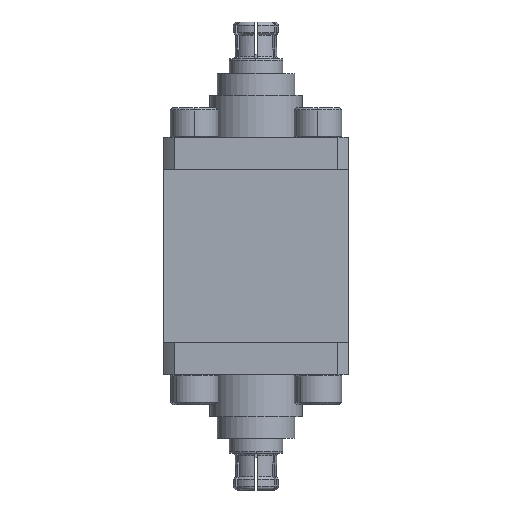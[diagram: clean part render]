
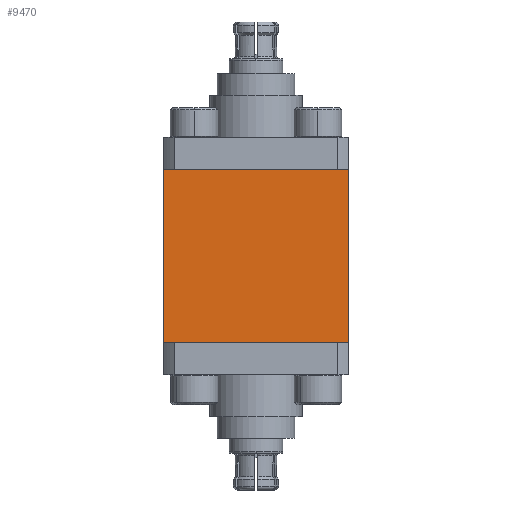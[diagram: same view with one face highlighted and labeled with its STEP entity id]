
A CAD part, left-side view. The second image highlights one B-rep face of the part: STEP entity #9470.
In plain terms, the highlighted planar face has unit normal (-1, 0, 0).
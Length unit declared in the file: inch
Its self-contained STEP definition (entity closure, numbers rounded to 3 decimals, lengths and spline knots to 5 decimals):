
#900 = ORIENTED_EDGE ( 'NONE', *, *, #8640, .T. ) ;
#974 = CARTESIAN_POINT ( 'NONE',  ( 0., 0., -0.35 ) ) ;
#1070 = VECTOR ( 'NONE', #2593, 39.37008 ) ;
#1131 = DIRECTION ( 'NONE',  ( 0., 0., 1. ) ) ;
#1153 = LINE ( 'NONE', #6710, #2421 ) ;
#1552 = AXIS2_PLACEMENT_3D ( 'NONE', #974, #5829, #1131 ) ;
#1949 = LINE ( 'NONE', #6474, #5357 ) ;
#2362 = LINE ( 'NONE', #5480, #9147 ) ;
#2421 = VECTOR ( 'NONE', #2689, 39.37008 ) ;
#2593 = DIRECTION ( 'NONE',  ( 0., 0., 1. ) ) ;
#2689 = DIRECTION ( 'NONE',  ( 0., -1., 0. ) ) ;
#2724 = FACE_OUTER_BOUND ( 'NONE', #4437, .T. ) ;
#2729 = ORIENTED_EDGE ( 'NONE', *, *, #8193, .F. ) ;
#2930 = EDGE_CURVE ( 'NONE', #6829, #6149, #2362, .T. ) ;
#3381 = PLANE ( 'NONE',  #1552 ) ;
#3883 = CARTESIAN_POINT ( 'NONE',  ( 0., 0., -0.35 ) ) ;
#4437 = EDGE_LOOP ( 'NONE', ( #6238, #2729, #900, #9384 ) ) ;
#4638 = LINE ( 'NONE', #3883, #1070 ) ;
#5095 = CARTESIAN_POINT ( 'NONE',  ( 0., 0., 0. ) ) ;
#5357 = VECTOR ( 'NONE', #7358, 39.37008 ) ;
#5480 = CARTESIAN_POINT ( 'NONE',  ( 0., 0., 0. ) ) ;
#5829 = DIRECTION ( 'NONE',  ( -1., 0., 0. ) ) ;
#6149 = VERTEX_POINT ( 'NONE', #5095 ) ;
#6238 = ORIENTED_EDGE ( 'NONE', *, *, #2930, .F. ) ;
#6405 = VERTEX_POINT ( 'NONE', #8617 ) ;
#6440 = EDGE_CURVE ( 'NONE', #8933, #6149, #4638, .T. ) ;
#6474 = CARTESIAN_POINT ( 'NONE',  ( 0., 0.375, -0.35 ) ) ;
#6710 = CARTESIAN_POINT ( 'NONE',  ( 0., 0., -0.35 ) ) ;
#6829 = VERTEX_POINT ( 'NONE', #9800 ) ;
#7358 = DIRECTION ( 'NONE',  ( 0., 0., 1. ) ) ;
#8193 = EDGE_CURVE ( 'NONE', #6405, #6829, #1949, .T. ) ;
#8617 = CARTESIAN_POINT ( 'NONE',  ( 0., 0.375, -0.35 ) ) ;
#8640 = EDGE_CURVE ( 'NONE', #6405, #8933, #1153, .T. ) ;
#8933 = VERTEX_POINT ( 'NONE', #9185 ) ;
#9147 = VECTOR ( 'NONE', #9411, 39.37008 ) ;
#9185 = CARTESIAN_POINT ( 'NONE',  ( 0., 0., -0.35 ) ) ;
#9384 = ORIENTED_EDGE ( 'NONE', *, *, #6440, .T. ) ;
#9411 = DIRECTION ( 'NONE',  ( 0., -1., 0. ) ) ;
#9470 = ADVANCED_FACE ( 'NONE', ( #2724 ), #3381, .T. ) ;
#9800 = CARTESIAN_POINT ( 'NONE',  ( 0., 0.375, 0. ) ) ;
